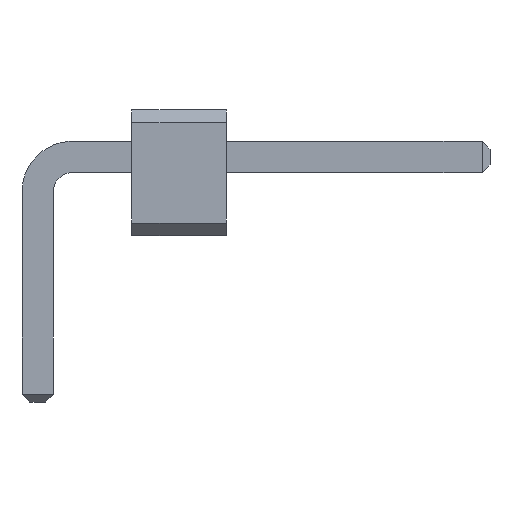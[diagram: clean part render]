
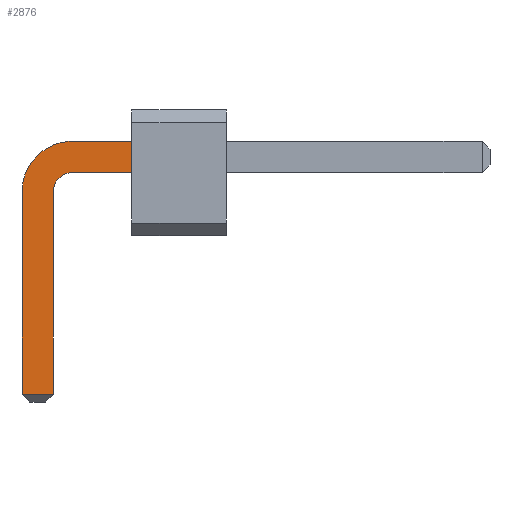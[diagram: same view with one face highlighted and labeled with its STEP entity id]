
A CAD part, front view. The second image highlights one B-rep face of the part: STEP entity #2876.
In plain terms, the highlighted planar face has unit normal (0, -1, 0).
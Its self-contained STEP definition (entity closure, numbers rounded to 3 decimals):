
#1002 = VERTEX_POINT('',#1003);
#1003 = CARTESIAN_POINT('',(1.5,-10.25,1.25));
#1011 = EDGE_CURVE('',#1002,#1012,#1014,.T.);
#1012 = VERTEX_POINT('',#1013);
#1013 = CARTESIAN_POINT('',(1.5,-10.25,0.75));
#1014 = LINE('',#1015,#1016);
#1015 = CARTESIAN_POINT('',(1.5,-10.25,0.499));
#1016 = VECTOR('',#1017,1.);
#1017 = DIRECTION('',(0.,0.,-1.));
#2776 = VERTEX_POINT('',#2777);
#2777 = CARTESIAN_POINT('',(0.5,-10.25,1.25));
#2783 = EDGE_CURVE('',#2776,#1002,#2784,.T.);
#2784 = LINE('',#2785,#2786);
#2785 = CARTESIAN_POINT('',(0.5,-10.25,1.25));
#2786 = VECTOR('',#2787,1.);
#2787 = DIRECTION('',(1.,0.,0.));
#2858 = EDGE_CURVE('',#1012,#2859,#2861,.T.);
#2859 = VERTEX_POINT('',#2860);
#2860 = CARTESIAN_POINT('',(0.5,-10.25,0.75));
#2861 = LINE('',#2862,#2863);
#2862 = CARTESIAN_POINT('',(7.2,-10.25,0.75));
#2863 = VECTOR('',#2864,1.);
#2864 = DIRECTION('',(-1.,0.,0.));
#2876 = ADVANCED_FACE('',(#2877),#2922,.F.);
#2877 = FACE_BOUND('',#2878,.F.);
#2878 = EDGE_LOOP('',(#2879,#2880,#2881,#2890,#2898,#2906,#2914,#2921));
#2879 = ORIENTED_EDGE('',*,*,#1011,.T.);
#2880 = ORIENTED_EDGE('',*,*,#2858,.T.);
#2881 = ORIENTED_EDGE('',*,*,#2882,.T.);
#2882 = EDGE_CURVE('',#2859,#2883,#2885,.T.);
#2883 = VERTEX_POINT('',#2884);
#2884 = CARTESIAN_POINT('',(0.25,-10.25,0.5));
#2885 = CIRCLE('',#2886,0.324);
#2886 = AXIS2_PLACEMENT_3D('',#2887,#2888,#2889);
#2887 = CARTESIAN_POINT('',(0.567,-10.25,0.433));
#2888 = DIRECTION('',(0.,-1.,0.));
#2889 = DIRECTION('',(-0.207,0.,0.978)
);
#2890 = ORIENTED_EDGE('',*,*,#2891,.T.);
#2891 = EDGE_CURVE('',#2883,#2892,#2894,.T.);
#2892 = VERTEX_POINT('',#2893);
#2893 = CARTESIAN_POINT('',(0.25,-10.25,-2.775));
#2894 = LINE('',#2895,#2896);
#2895 = CARTESIAN_POINT('',(0.25,-10.25,0.5));
#2896 = VECTOR('',#2897,1.);
#2897 = DIRECTION('',(0.,0.,-1.));
#2898 = ORIENTED_EDGE('',*,*,#2899,.T.);
#2899 = EDGE_CURVE('',#2892,#2900,#2902,.T.);
#2900 = VERTEX_POINT('',#2901);
#2901 = CARTESIAN_POINT('',(-0.25,-10.25,-2.775));
#2902 = LINE('',#2903,#2904);
#2903 = CARTESIAN_POINT('',(0.25,-10.25,-2.775));
#2904 = VECTOR('',#2905,1.);
#2905 = DIRECTION('',(-1.,0.,0.));
#2906 = ORIENTED_EDGE('',*,*,#2907,.T.);
#2907 = EDGE_CURVE('',#2900,#2908,#2910,.T.);
#2908 = VERTEX_POINT('',#2909);
#2909 = CARTESIAN_POINT('',(-0.25,-10.25,0.5));
#2910 = LINE('',#2911,#2912);
#2911 = CARTESIAN_POINT('',(-0.25,-10.25,-2.9));
#2912 = VECTOR('',#2913,1.);
#2913 = DIRECTION('',(0.,0.,1.));
#2914 = ORIENTED_EDGE('',*,*,#2915,.T.);
#2915 = EDGE_CURVE('',#2908,#2776,#2916,.T.);
#2916 = CIRCLE('',#2917,0.808);
#2917 = AXIS2_PLACEMENT_3D('',#2918,#2919,#2920);
#2918 = CARTESIAN_POINT('',(0.556,-10.25,0.444));
#2919 = DIRECTION('',(0.,1.,0.));
#2920 = DIRECTION('',(-0.998,0.,
0.069));
#2921 = ORIENTED_EDGE('',*,*,#2783,.T.);
#2922 = PLANE('',#2923);
#2923 = AXIS2_PLACEMENT_3D('',#2924,#2925,#2926);
#2924 = CARTESIAN_POINT('',(2.437,-10.25,0.248));
#2925 = DIRECTION('',(0.,1.,-0.));
#2926 = DIRECTION('',(0.,0.,-1.));
